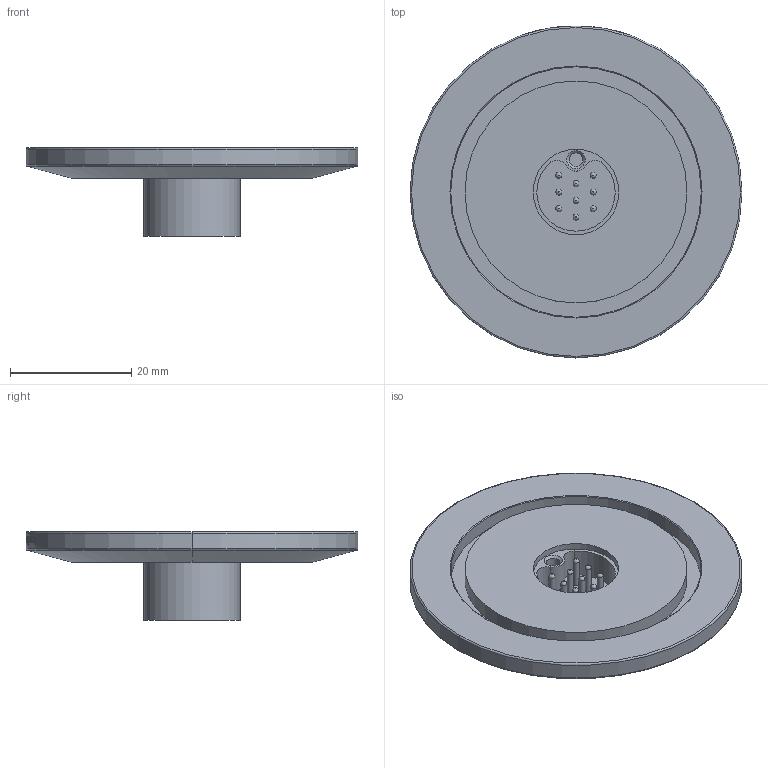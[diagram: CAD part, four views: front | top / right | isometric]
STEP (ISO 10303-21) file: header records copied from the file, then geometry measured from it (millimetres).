
FILE_DESCRIPTION(/* description */ ('Alibre Inc.'),/* implementation_level */ '2;1');
FILE_NAME(/* name */ 'export0',/* time_stamp */ '2009-04-29T13:45:06-07:00',/* author */ (''),/* organization */ (''),/* preprocessor_version */ 'ST-DEVELOPER v10',/* originating_system */ 'Alibre',/* authorisation */ '');
FILE_SCHEMA (('CONFIG_CONTROL_DESIGN'));
Length unit declared in the file: centimetre
Products named in the file (1): ID_1
Bounding box: 54.86 x 54.86 x 14.71 mm (x, y, z)
Volume: 10560.3 mm3; surface area: 7177.6 mm2
Topology: 1 solids, 1 shells, 378 faces, 957 edges, 635 vertices
Faces by surface type: plane 141, bspline 138, cylinder 70, torus 22, cone 6, sphere 1
Full cylindrical faces by diameter (mm): 0.991 x18, 2.261 x2, 14.122 x1, 15.926 x1
Entity records: 31039 total; most frequent: CARTESIAN_POINT 23485, ORIENTED_EDGE 1792, DIRECTION 940, EDGE_CURVE 896, VERTEX_POINT 616, EDGE_LOOP 474, FACE_BOUND 474, B_SPLINE_CURVE_WITH_KNOTS 467
